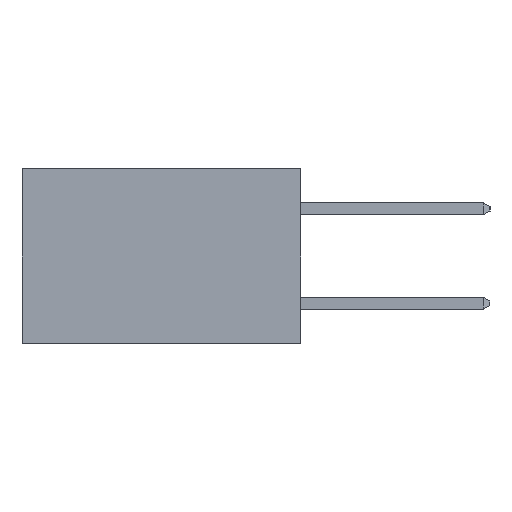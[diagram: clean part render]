
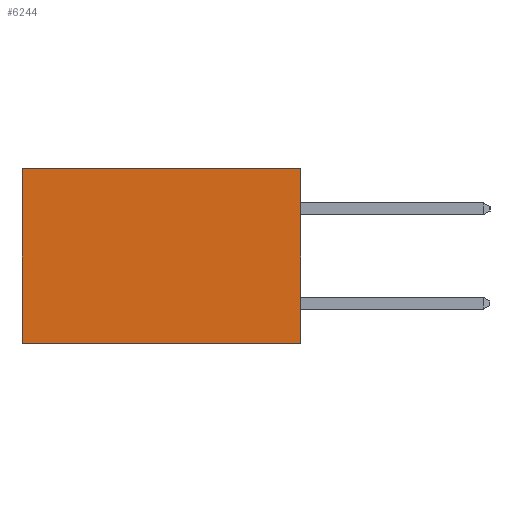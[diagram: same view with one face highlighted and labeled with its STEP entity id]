
A CAD part, left-side view. The second image highlights one B-rep face of the part: STEP entity #6244.
In plain terms, the highlighted planar face has unit normal (-1, 0, 0).
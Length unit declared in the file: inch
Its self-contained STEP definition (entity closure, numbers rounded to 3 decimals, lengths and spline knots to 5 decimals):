
#291 = ORIENTED_EDGE ( 'NONE', *, *, #322, .T. ) ;
#322 = EDGE_CURVE ( 'NONE', #8433, #17932, #21266, .T. ) ;
#371 = AXIS2_PLACEMENT_3D ( 'NONE', #8649, #8544, #8510 ) ;
#546 = VECTOR ( 'NONE', #3708, 39.37008 ) ;
#607 = VERTEX_POINT ( 'NONE', #14299 ) ;
#1123 = LINE ( 'NONE', #4161, #546 ) ;
#1497 = LINE ( 'NONE', #9121, #11445 ) ;
#1998 = EDGE_CURVE ( 'NONE', #13143, #8433, #1497, .T. ) ;
#2110 = CARTESIAN_POINT ( 'NONE',  ( 0.277, 0.59, -0.37 ) ) ;
#3107 = EDGE_CURVE ( 'NONE', #13143, #607, #1123, .T. ) ;
#3708 = DIRECTION ( 'NONE',  ( 0., 0., -1. ) ) ;
#3941 = CARTESIAN_POINT ( 'NONE',  ( 0.277, 0., -0.37 ) ) ;
#4161 = CARTESIAN_POINT ( 'NONE',  ( 0.277, 0., -0.37 ) ) ;
#4676 = EDGE_LOOP ( 'NONE', ( #291, #10818, #20724, #11430 ) ) ;
#5590 = VECTOR ( 'NONE', #24215, 39.37008 ) ;
#6019 = DIRECTION ( 'NONE',  ( 0., 1., 0. ) ) ;
#6244 = ADVANCED_FACE ( 'NONE', ( #6984 ), #8746, .F. ) ;
#6984 = FACE_OUTER_BOUND ( 'NONE', #4676, .T. ) ;
#8433 = VERTEX_POINT ( 'NONE', #19430 ) ;
#8510 = DIRECTION ( 'NONE',  ( 0., 0., -1. ) ) ;
#8544 = DIRECTION ( 'NONE',  ( 1., 0., 0. ) ) ;
#8649 = CARTESIAN_POINT ( 'NONE',  ( 0.277, 0., -0.37 ) ) ;
#8746 = PLANE ( 'NONE',  #371 ) ;
#8985 = CARTESIAN_POINT ( 'NONE',  ( 0.277, 0.59, -0.37 ) ) ;
#9121 = CARTESIAN_POINT ( 'NONE',  ( 0.277, 0., 0. ) ) ;
#9424 = DIRECTION ( 'NONE',  ( 0., 1., 0. ) ) ;
#10818 = ORIENTED_EDGE ( 'NONE', *, *, #18234, .F. ) ;
#11430 = ORIENTED_EDGE ( 'NONE', *, *, #1998, .T. ) ;
#11445 = VECTOR ( 'NONE', #9424, 39.37008 ) ;
#12911 = LINE ( 'NONE', #3941, #22105 ) ;
#13143 = VERTEX_POINT ( 'NONE', #23737 ) ;
#14299 = CARTESIAN_POINT ( 'NONE',  ( 0.277, 0., -0.37 ) ) ;
#17932 = VERTEX_POINT ( 'NONE', #8985 ) ;
#18234 = EDGE_CURVE ( 'NONE', #607, #17932, #12911, .T. ) ;
#19430 = CARTESIAN_POINT ( 'NONE',  ( 0.277, 0.59, 0. ) ) ;
#20724 = ORIENTED_EDGE ( 'NONE', *, *, #3107, .F. ) ;
#21266 = LINE ( 'NONE', #2110, #5590 ) ;
#22105 = VECTOR ( 'NONE', #6019, 39.37008 ) ;
#23737 = CARTESIAN_POINT ( 'NONE',  ( 0.277, 0., 0. ) ) ;
#24215 = DIRECTION ( 'NONE',  ( 0., 0., -1. ) ) ;
